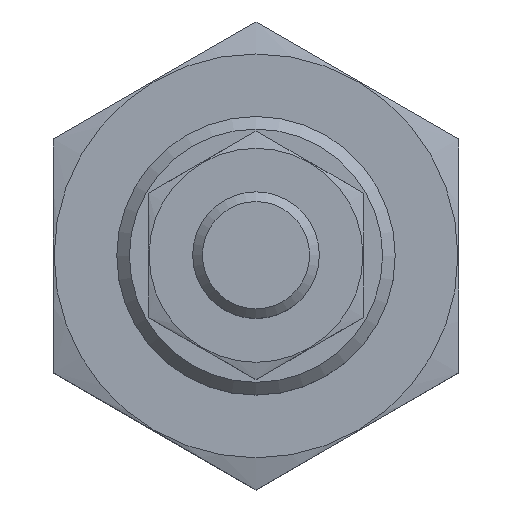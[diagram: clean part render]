
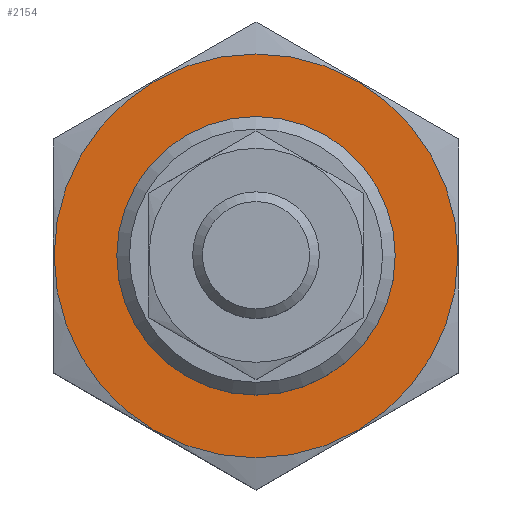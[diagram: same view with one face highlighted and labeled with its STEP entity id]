
A CAD part, top view. The second image highlights one B-rep face of the part: STEP entity #2154.
In plain terms, the highlighted face is planar.
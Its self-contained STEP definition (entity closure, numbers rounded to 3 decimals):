
#264=PLANE('',#2349);
#616=ORIENTED_EDGE('',*,*,#908,.F.);
#617=ORIENTED_EDGE('',*,*,#909,.T.);
#908=EDGE_CURVE('',#1088,#1088,#1210,.T.);
#909=EDGE_CURVE('',#1089,#1089,#1211,.T.);
#1088=VERTEX_POINT('',#3302);
#1089=VERTEX_POINT('',#3304);
#1210=CIRCLE('',#2350,15.95);
#1211=CIRCLE('',#2351,11.);
#1335=EDGE_LOOP('',(#616));
#1336=EDGE_LOOP('',(#617));
#1500=FACE_BOUND('',#1335,.T.);
#1501=FACE_BOUND('',#1336,.T.);
#2154=ADVANCED_FACE('',(#1500,#1501),#264,.F.);
#2349=AXIS2_PLACEMENT_3D('',#3300,#2750,#2751);
#2350=AXIS2_PLACEMENT_3D('',#3301,#2752,#2753);
#2351=AXIS2_PLACEMENT_3D('',#3303,#2754,#2755);
#2750=DIRECTION('',(0.,-1.,0.));
#2751=DIRECTION('',(0.,0.,-1.));
#2752=DIRECTION('',(0.,-1.,0.));
#2753=DIRECTION('',(0.,0.,-1.));
#2754=DIRECTION('',(0.,-1.,0.));
#2755=DIRECTION('',(0.,0.,-1.));
#3300=CARTESIAN_POINT('',(0.,0.,0.));
#3301=CARTESIAN_POINT('',(0.,0.,0.));
#3302=CARTESIAN_POINT('',(0.,0.,-15.95));
#3303=CARTESIAN_POINT('',(0.,0.,0.));
#3304=CARTESIAN_POINT('',(0.,0.,-11.));
